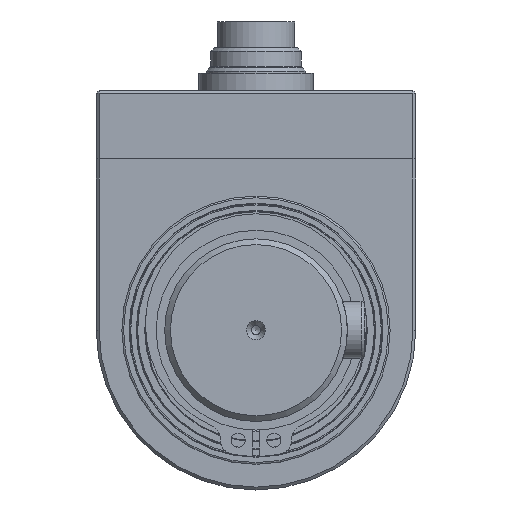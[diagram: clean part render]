
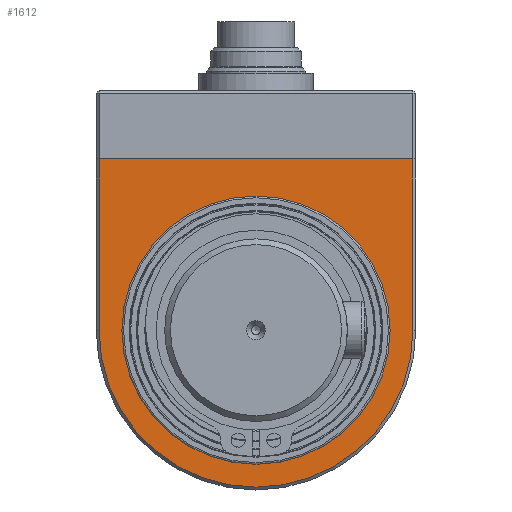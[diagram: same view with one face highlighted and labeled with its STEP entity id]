
A CAD part, left-side view. The second image highlights one B-rep face of the part: STEP entity #1612.
In plain terms, the highlighted planar face has unit normal (-1, 0, 0).
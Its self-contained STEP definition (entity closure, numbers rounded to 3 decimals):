
#1612 = ADVANCED_FACE( '', ( #3206, #3207 ), #3208, .T. );
#3206 = FACE_OUTER_BOUND( '', #4839, .T. );
#3207 = FACE_BOUND( '', #4840, .T. );
#3208 = PLANE( '', #4841 );
#4839 = EDGE_LOOP( '', ( #7454, #7455, #7456, #7457 ) );
#4840 = EDGE_LOOP( '', ( #7458 ) );
#4841 = AXIS2_PLACEMENT_3D( '', #7459, #7460, #7461 );
#7454 = ORIENTED_EDGE( '', *, *, #8388, .T. );
#7455 = ORIENTED_EDGE( '', *, *, #9085, .T. );
#7456 = ORIENTED_EDGE( '', *, *, #9076, .T. );
#7457 = ORIENTED_EDGE( '', *, *, #8311, .T. );
#7458 = ORIENTED_EDGE( '', *, *, #9086, .F. );
#7459 = CARTESIAN_POINT( '', ( 0., 0., 0. ) );
#7460 = DIRECTION( '', ( -1., 0., 0. ) );
#7461 = DIRECTION( '', ( 0., -1., 0. ) );
#8311 = EDGE_CURVE( '', #9465, #9469, #9471, .T. );
#8388 = EDGE_CURVE( '', #9469, #9594, #9596, .T. );
#9076 = EDGE_CURVE( '', #10588, #9465, #10589, .T. );
#9085 = EDGE_CURVE( '', #9594, #10588, #10599, .T. );
#9086 = EDGE_CURVE( '', #10600, #10600, #10601, .T. );
#9465 = VERTEX_POINT( '', #11104 );
#9469 = VERTEX_POINT( '', #11110 );
#9471 = LINE( '', #11113, #11114 );
#9594 = VERTEX_POINT( '', #11271 );
#9596 = CIRCLE( '', #11274, 27.5 );
#10588 = VERTEX_POINT( '', #12590 );
#10589 = LINE( '', #12591, #12592 );
#10599 = LINE( '', #12604, #12605 );
#10600 = VERTEX_POINT( '', #12606 );
#10601 = CIRCLE( '', #12607, 23.5 );
#11104 = CARTESIAN_POINT( '', ( 0., 27.5, 30. ) );
#11110 = CARTESIAN_POINT( '', ( 0., 27.5, 0. ) );
#11113 = CARTESIAN_POINT( '', ( 0., 27.5, 0. ) );
#11114 = VECTOR( '', #12981, 1000. );
#11271 = CARTESIAN_POINT( '', ( 0., -27.5, 0. ) );
#11274 = AXIS2_PLACEMENT_3D( '', #13085, #13086, #13087 );
#12590 = CARTESIAN_POINT( '', ( 0., -27.5, 30. ) );
#12591 = CARTESIAN_POINT( '', ( 0., -28., 30. ) );
#12592 = VECTOR( '', #14028, 1000. );
#12604 = CARTESIAN_POINT( '', ( 0., -27.5, 0. ) );
#12605 = VECTOR( '', #14034, 1000. );
#12606 = CARTESIAN_POINT( '', ( 0., -23.5, 0. ) );
#12607 = AXIS2_PLACEMENT_3D( '', #14035, #14036, #14037 );
#12981 = DIRECTION( '', ( 0., 0., -1. ) );
#13085 = CARTESIAN_POINT( '', ( 0., 0., 0. ) );
#13086 = DIRECTION( '', ( -1., 0., 0. ) );
#13087 = DIRECTION( '', ( 0., -1., 0. ) );
#14028 = DIRECTION( '', ( 0., 1., 0. ) );
#14034 = DIRECTION( '', ( 0., 0., 1. ) );
#14035 = CARTESIAN_POINT( '', ( 0., 0., 0. ) );
#14036 = DIRECTION( '', ( -1., 0., 0. ) );
#14037 = DIRECTION( '', ( 0., -1., 0. ) );
